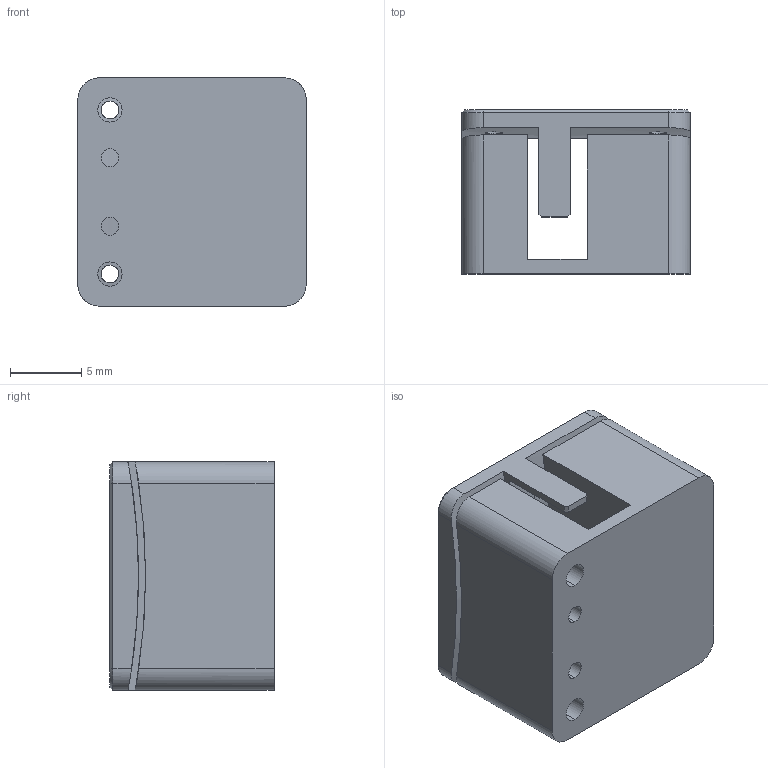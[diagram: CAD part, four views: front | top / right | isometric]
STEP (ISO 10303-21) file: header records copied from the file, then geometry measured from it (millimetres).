
FILE_DESCRIPTION (( 'STEP AP203' ), '1' );
FILE_NAME ('Goniometer16-phi - Web.STEP', '2025-09-01T09:21:58', ( '' ), ( '' ), 'SwSTEP 2.0', 'SolidWorks 2020', '' );
FILE_SCHEMA (( 'CONFIG_CONTROL_DESIGN' ));
Length unit declared in the file: millimetre
Products named in the file (3): Goniometer16-phi - Web; 葩璃 G16-base - phi^Goniometer16-phi - Web; 葩璃 G16-table - phi^Goniometer16-phi - Web
Assembly tree (2 placements, depth 2):
  Goniometer16-phi - Web
    葩璃 G16-base - phi^Goniometer16-phi - Web
    葩璃 G16-table - phi^Goniometer16-phi - Web
Bounding box: 16 x 11.5 x 16 mm (x, y, z)
Volume: 1846.9 mm3; surface area: 2096.3 mm2
Topology: 2 solids, 2 shells, 242 faces, 642 edges, 422 vertices
Faces by surface type: plane 109, bspline 84, cylinder 35, cone 14
Entity records: 12037 total; most frequent: CARTESIAN_POINT 6243, ORIENTED_EDGE 1284, DIRECTION 846, EDGE_CURVE 642, VERTEX_POINT 422, LINE 388, VECTOR 388, EDGE_LOOP 280
